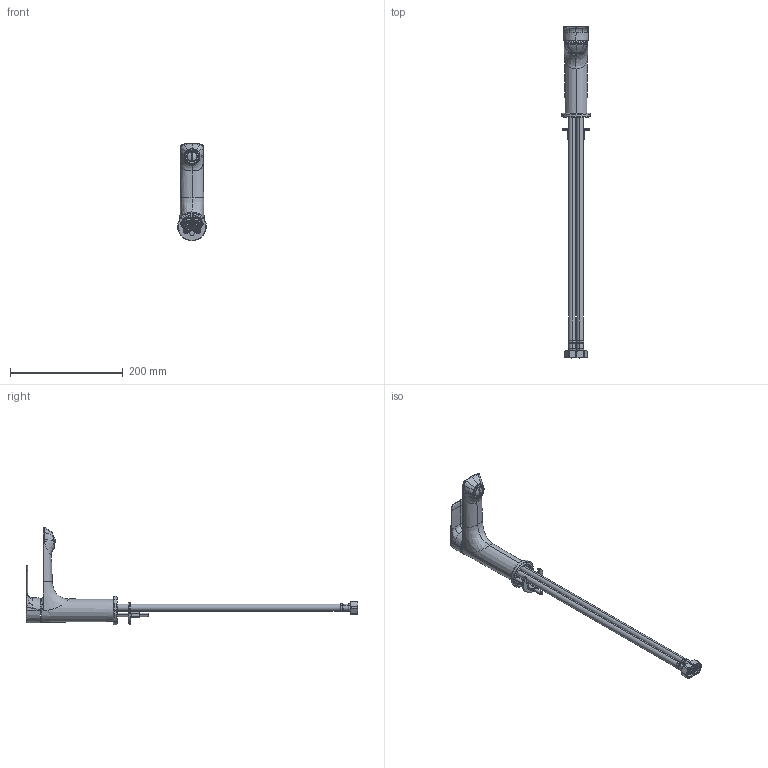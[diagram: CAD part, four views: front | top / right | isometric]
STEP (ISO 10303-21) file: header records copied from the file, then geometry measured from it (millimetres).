
FILE_DESCRIPTION((''),'2;1');
FILE_NAME('BASIN_MIXER_-_9L1098600XX-20211_ASM','2022-09-13T16:18:10',('yongjun.fang'),(''),'CREO PARAMETRIC BY PTC INC, 2019344','CREO PARAMETRIC BY PTC INC, 2019344','');
FILE_SCHEMA(('CONFIG_CONTROL_DESIGN'));
Products named in the file (32): 5A0079700CP6_1; 5A0079700CP6A0_ASM_1_ASM; 5D8005302PL0_1_1; 5D8005302PL0_1_2; 5D8005302PL0_1_ASM; 5L0131100CP0_1; 5C0102300CP0_1; 5C0102300CP0A0_ASM_1_ASM; 5L0112100PL0_1; 5T1015800NT0_1; 5E0M0114PL_1; 5R0003300PL0_1; 984406A_1; 5T0F0004NT_1; 5N0105200CP0_1; 5P0F0019NT_1; 5R9R0007PL_1; 5M0F0027NT_1; 5T1C0019NT_1; 5R0R0063PL_1; 5G0035600NC0-02_1; 5G0035600NC0-03_1; 5G0035600NC0-04_1; 5G0035600NC0-05_1; 5G0035600NC0-06_1; 5G0035600NC0-07_1; 5G0035600NC0-08_1; 5G0035600NC0-01_ASM_1_ASM; 5G0035700NC0_ASM_1_ASM; 5G0035600NC0_ASM_1_ASM; 9L1098600CP_ASM_1_ASM; BASIN_MIXER_-_9L1098600XX-20211_ASM
Assembly tree (35 placements, depth 5):
  BASIN_MIXER_-_9L1098600XX-20211_ASM
    9L1098600CP_ASM_1_ASM
      5A0079700CP6A0_ASM_1_ASM
        5A0079700CP6_1
      5D8005302PL0_1_ASM
        5D8005302PL0_1_1
        5D8005302PL0_1_2
      5L0131100CP0_1
      5C0102300CP0A0_ASM_1_ASM
        5C0102300CP0_1
      5L0112100PL0_1
      5T1015800NT0_1
      5E0M0114PL_1
      5R0003300PL0_1
      984406A_1
      5T0F0004NT_1
      5N0105200CP0_1
      5P0F0019NT_1  x2
      5R9R0007PL_1
      5M0F0027NT_1
      5T1C0019NT_1  x2
      5R0R0063PL_1
      5G0035700NC0_ASM_1_ASM
        5G0035600NC0-01_ASM_1_ASM
          5G0035600NC0-02_1
          5G0035600NC0-03_1
          5G0035600NC0-04_1
          5G0035600NC0-05_1  x2
          5G0035600NC0-06_1
          5G0035600NC0-07_1
          5G0035600NC0-08_1
      5G0035600NC0_ASM_1_ASM
        5G0035600NC0-01_ASM_1_ASM
          5G0035600NC0-02_1
          5G0035600NC0-03_1
          5G0035600NC0-04_1
          5G0035600NC0-05_1  x2
          5G0035600NC0-06_1
          5G0035600NC0-07_1
          5G0035600NC0-08_1
Bounding box: 51 x 589 x 173.25 mm (x, y, z)
Volume: 222858 mm3; surface area: 194337.2 mm2
Topology: 39 solids, 40 shells, 6025 faces, 16428 edges, 10640 vertices
Faces by surface type: plane 3568, cylinder 854, bspline 673, cone 420, torus 257, extrusion 193, sphere 56, revolution 4
Entity records: 228036 total; most frequent: CARTESIAN_POINT 95600, ORIENTED_EDGE 31404, DIRECTION 21105, EDGE_CURVE 15702, VERTEX_POINT 10247, AXIS2_PLACEMENT_3D 7232, B_SPLINE_CURVE_WITH_KNOTS 7080, VECTOR 6637
